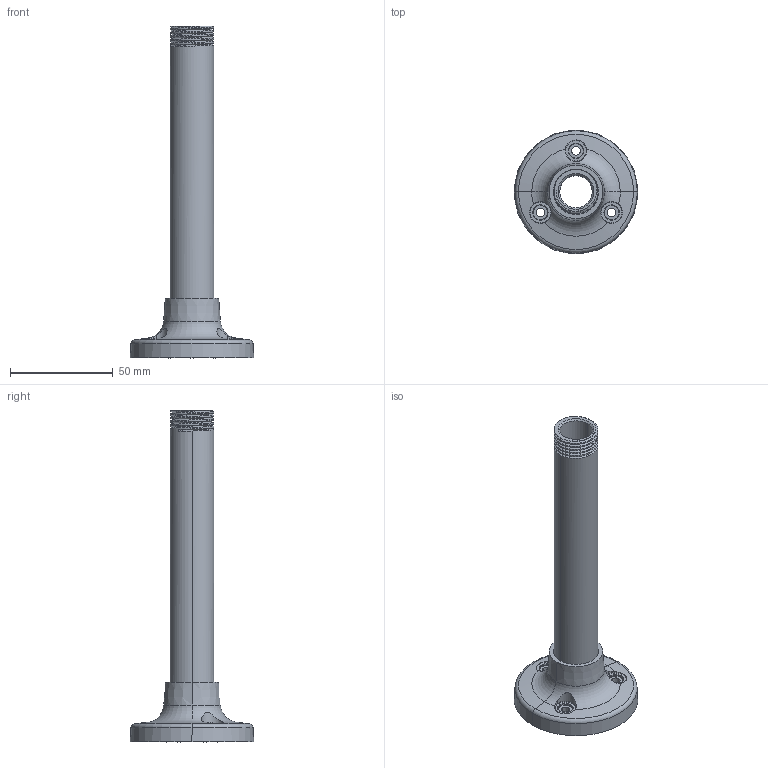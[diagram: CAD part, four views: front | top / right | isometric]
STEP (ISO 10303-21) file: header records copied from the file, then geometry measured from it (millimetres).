
FILE_DESCRIPTION((''),'2;1');
FILE_NAME('217492_ASM','2020-04-28T12:21:12',('PDMAdmin'),('BANNER ENGINEERING'),'CREO PARAMETRIC BY PTC INC, 2019292','CREO PARAMETRIC BY PTC INC, 2019292','');
FILE_SCHEMA(('CONFIG_CONTROL_DESIGN'));
Length unit declared in the file: millimetre
Products named in the file (3): 206368; 188401; 217492_ASM
Assembly tree (2 placements, depth 2):
  217492_ASM
    206368
    188401
Bounding box: 60 x 60 x 161.3 mm (x, y, z)
Volume: 38374.8 mm3; surface area: 33993.5 mm2
Topology: 2 solids, 2 shells, 388 faces, 953 edges, 579 vertices
Faces by surface type: bspline 181, cylinder 78, cone 46, torus 46, plane 31, sphere 6
Entity records: 26454 total; most frequent: CARTESIAN_POINT 18790, ORIENTED_EDGE 1906, DIRECTION 1128, EDGE_CURVE 953, VERTEX_POINT 579, B_SPLINE_CURVE_WITH_KNOTS 538, AXIS2_PLACEMENT_3D 501, EDGE_LOOP 408
